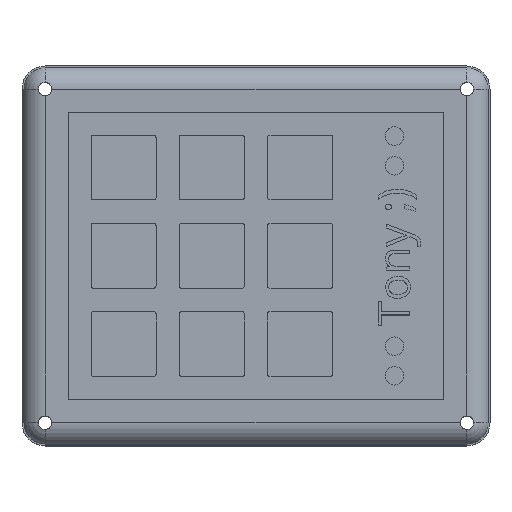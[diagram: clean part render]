
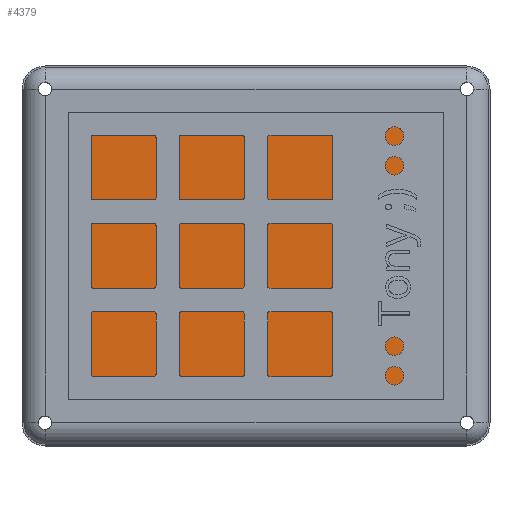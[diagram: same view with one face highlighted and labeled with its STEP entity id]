
A CAD part, top view. The second image highlights one B-rep face of the part: STEP entity #4379.
In plain terms, the highlighted planar face has unit normal (0, 0, 1).
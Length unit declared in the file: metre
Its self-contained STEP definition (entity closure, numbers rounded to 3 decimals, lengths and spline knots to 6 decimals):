
#1277=ORIENTED_EDGE('',*,*,#2155,.F.);
#1278=ORIENTED_EDGE('',*,*,#2142,.T.);
#1279=ORIENTED_EDGE('',*,*,#2149,.T.);
#1280=ORIENTED_EDGE('',*,*,#2146,.F.);
#1281=ORIENTED_EDGE('',*,*,#2143,.F.);
#1282=ORIENTED_EDGE('',*,*,#2138,.T.);
#1283=ORIENTED_EDGE('',*,*,#2156,.T.);
#1284=ORIENTED_EDGE('',*,*,#2157,.T.);
#2138=EDGE_CURVE('',#2652,#2651,#3052,.T.);
#2142=EDGE_CURVE('',#2649,#2655,#3056,.T.);
#2143=EDGE_CURVE('',#2652,#2656,#3057,.T.);
#2146=EDGE_CURVE('',#2656,#2658,#3060,.T.);
#2149=EDGE_CURVE('',#2655,#2658,#3063,.T.);
#2155=EDGE_CURVE('',#2649,#2660,#3065,.T.);
#2156=EDGE_CURVE('',#2651,#2661,#3066,.T.);
#2157=EDGE_CURVE('',#2661,#2660,#3067,.T.);
#2649=VERTEX_POINT('',#7112);
#2651=VERTEX_POINT('',#7116);
#2652=VERTEX_POINT('',#7118);
#2655=VERTEX_POINT('',#7124);
#2656=VERTEX_POINT('',#7128);
#2658=VERTEX_POINT('',#7134);
#2660=VERTEX_POINT('',#7148);
#2661=VERTEX_POINT('',#7150);
#3052=LINE('',#7117,#3424);
#3056=LINE('',#7125,#3428);
#3057=LINE('',#7127,#3429);
#3060=LINE('',#7133,#3432);
#3063=LINE('',#7139,#3435);
#3065=LINE('',#7147,#3437);
#3066=LINE('',#7149,#3438);
#3067=LINE('',#7151,#3439);
#3424=VECTOR('',#5781,1.);
#3428=VECTOR('',#5785,1.);
#3429=VECTOR('',#5788,1.);
#3432=VECTOR('',#5793,1.);
#3435=VECTOR('',#5798,1.);
#3437=VECTOR('',#5812,1.);
#3438=VECTOR('',#5813,1.);
#3439=VECTOR('',#5814,1.);
#3727=EDGE_LOOP('',(#1277,#1278,#1279,#1280,#1281,#1282,#1283,#1284));
#4025=FACE_BOUND('',#3727,.T.);
#4199=PLANE('',#4862);
#4379=ADVANCED_FACE('',(#4025),#4199,.T.);
#4862=AXIS2_PLACEMENT_3D('',#7146,#5810,#5811);
#5781=DIRECTION('',(0.,1.,0.));
#5785=DIRECTION('',(0.,1.,0.));
#5788=DIRECTION('',(-1.,0.,0.));
#5793=DIRECTION('',(0.,1.,0.));
#5798=DIRECTION('',(-1.,0.,0.));
#5810=DIRECTION('',(0.,0.,1.));
#5811=DIRECTION('',(1.,0.,0.));
#5812=DIRECTION('',(-1.,0.,0.));
#5813=DIRECTION('',(-1.,0.,0.));
#5814=DIRECTION('',(0.,1.,0.));
#7112=CARTESIAN_POINT('',(0.0405,0.009,0.003));
#7116=CARTESIAN_POINT('',(0.0405,-0.009,0.003));
#7117=CARTESIAN_POINT('',(0.0405,0.,0.003));
#7118=CARTESIAN_POINT('',(0.0405,-0.031,0.003));
#7124=CARTESIAN_POINT('',(0.0405,0.031,0.003));
#7125=CARTESIAN_POINT('',(0.0405,0.,0.003));
#7127=CARTESIAN_POINT('',(0.,-0.031,0.003));
#7128=CARTESIAN_POINT('',(-0.0405,-0.031,0.003));
#7133=CARTESIAN_POINT('',(-0.0405,0.,0.003));
#7134=CARTESIAN_POINT('',(-0.0405,0.031,0.003));
#7139=CARTESIAN_POINT('',(0.,0.031,0.003));
#7146=CARTESIAN_POINT('',(0.,0.,0.003));
#7147=CARTESIAN_POINT('',(0.,0.009,0.003));
#7148=CARTESIAN_POINT('',(0.0295,0.009,0.003));
#7149=CARTESIAN_POINT('',(0.,-0.009,0.003));
#7150=CARTESIAN_POINT('',(0.0295,-0.009,0.003));
#7151=CARTESIAN_POINT('',(0.0295,0.,0.003));
